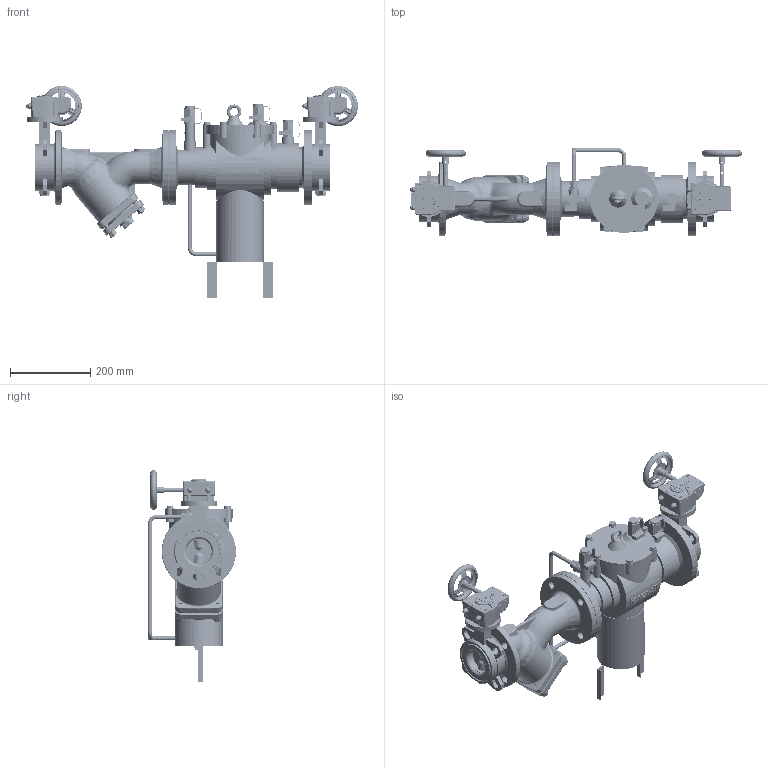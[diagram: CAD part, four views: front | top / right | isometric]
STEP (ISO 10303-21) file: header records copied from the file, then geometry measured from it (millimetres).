
FILE_DESCRIPTION(/* description */ (''),/* implementation_level */ '2;1');
FILE_NAME(/* name */ '1167-65MS.step',/* time_stamp */ '2026-03-11T13:38:10+01:00',/* author */ (''),/* organization */ (''),/* preprocessor_version */ 'ST-DEVELOPER v20.1',/* originating_system */ 'Autodesk Translation Framework v14.24.0.0',/* authorisation */ '');
FILE_SCHEMA (('AUTOMOTIVE_DESIGN { 1 0 10303 214 3 1 1 }'));
Length unit declared in the file: millimetre
Products named in the file (11): 2026-03-10-13-10-39-145; 2026-03-10-13-20-14-481; 1; 2; 3; 4; 5; 2026-03-10-12-22-39-931; 2026-03-10-12-48-12-531; 2026-03-10-12-48-12-532; 2026-03-10-12-48-12-533
Assembly tree (11 placements, depth 4):
  2026-03-10-13-10-39-145
    2026-03-10-13-20-14-481
      1
      2
      3
      4
      5
    2026-03-10-12-22-39-931
    2026-03-10-12-48-12-531  x2
      2026-03-10-12-48-12-532
        2026-03-10-12-48-12-533
Bounding box: 826.79 x 219 x 527.99 mm (x, y, z)
Volume: 11614144.2 mm3; surface area: 1260991.5 mm2
Topology: 23 solids, 47 shells, 6783 faces, 17623 edges, 11185 vertices
Faces by surface type: plane 3428, cylinder 1222, bspline 1147, cone 532, torus 362, sphere 92
Full cylindrical faces by diameter (mm): 2 x8, 2.5 x4, 3 x4, 3.1 x4, 3.5 x4, 4 x4, 4.1 x8, 4.2 x8, 4.917 x8, 5 x12, 5.5 x8, 5.7 x4, 6 x4, 6.5 x8, 6.647 x8, 7 x4, 9 x8, 9.78 x8, 10 x14, 10.072 x8, 10.2 x4, 10.5 x8, 12 x26, 13 x8, 14 x8, 15 x2, 16 x9, 17 x2, 18 x8, 19 x14
Entity records: 245165 total; most frequent: CARTESIAN_POINT 143857, ORIENTED_EDGE 21580, DIRECTION 19681, EDGE_CURVE 10790, AXIS2_PLACEMENT_3D 7007, VERTEX_POINT 6896, LINE 5667, VECTOR 5667
